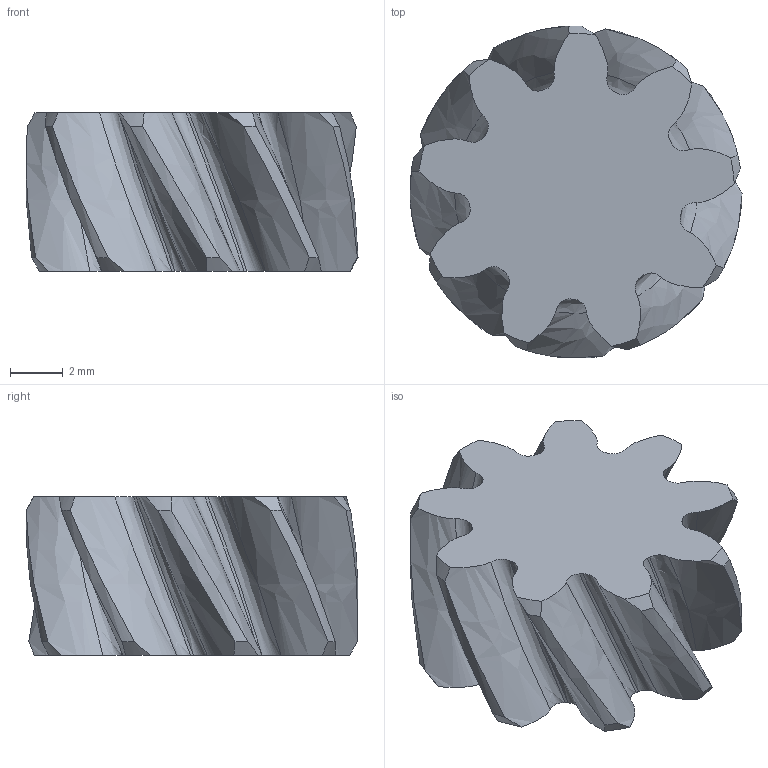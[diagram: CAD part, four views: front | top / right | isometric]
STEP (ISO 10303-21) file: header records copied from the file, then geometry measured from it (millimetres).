
FILE_DESCRIPTION(('STEP AP214'), '1');
FILE_NAME('gear-top', '', ('UNSPECIFIED'), ('UNSPECIFIED'), 'C3D Converter', 'C3D Toolkit', '');
FILE_SCHEMA(('AUTOMOTIVE_DESIGN { 1 0 10303 214 3 1 1}'));
Length unit declared in the file: millimetre
Bounding box: 12.6 x 12.59 x 6 mm (x, y, z)
Volume: 514.1 mm3; surface area: 526.9 mm2
Topology: 1 solids, 1 shells, 74 faces, 218 edges, 148 vertices
Faces by surface type: bspline 36, cylinder 18, cone 18, plane 2
Entity records: 8686 total; most frequent: CARTESIAN_POINT 6451, ORIENTED_EDGE 432, EDGE_CURVE 216, DIRECTION 186, B_SPLINE_CURVE_WITH_KNOTS 164, VERTEX_POINT 144, AXIS2_PLACEMENT_3D 93, COLOUR_RGB 77
